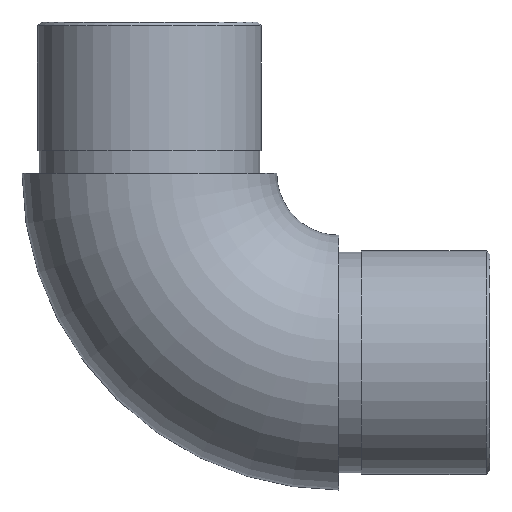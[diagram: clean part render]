
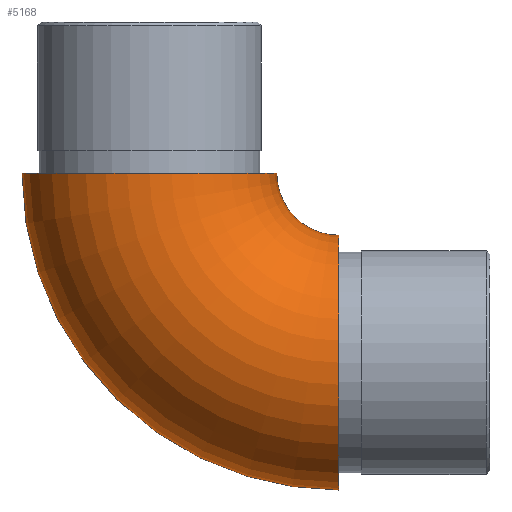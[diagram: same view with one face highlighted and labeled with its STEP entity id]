
A CAD part, left-side view. The second image highlights one B-rep face of the part: STEP entity #5168.
In plain terms, the highlighted toroidal (fillet/blend) face has major radius 25.05 mm and minor radius 16.85 mm.
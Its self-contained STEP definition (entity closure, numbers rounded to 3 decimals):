
#636 = EDGE_LOOP ( 'NONE', ( #9950 ) ) ;
#830 = DIRECTION ( 'NONE',  ( 0., 0., 1. ) ) ;
#1090 = CIRCLE ( 'NONE', #13189, 16.85 ) ;
#3376 = DIRECTION ( 'NONE',  ( 0., 0., 1. ) ) ;
#3430 = CIRCLE ( 'NONE', #12691, 16.85 ) ;
#5168 = ADVANCED_FACE ( 'NONE', ( #12693, #9647 ), #12339, .T. ) ;
#6111 = VERTEX_POINT ( 'NONE', #7943 ) ;
#6688 = DIRECTION ( 'NONE',  ( -1., 0., 0. ) ) ;
#6848 = CARTESIAN_POINT ( 'NONE',  ( 0., 0., 33.7 ) ) ;
#7700 = CARTESIAN_POINT ( 'NONE',  ( 0., 0., 41.9 ) ) ;
#7729 = DIRECTION ( 'NONE',  ( 0., 1., 0. ) ) ;
#7753 = AXIS2_PLACEMENT_3D ( 'NONE', #7700, #6688, #830 ) ;
#7943 = CARTESIAN_POINT ( 'NONE',  ( 0., 8.2, 41.9 ) ) ;
#9647 = FACE_OUTER_BOUND ( 'NONE', #636, .T. ) ;
#9950 = ORIENTED_EDGE ( 'NONE', *, *, #11836, .T. ) ;
#9965 = CARTESIAN_POINT ( 'NONE',  ( 0., 0., 16.85 ) ) ;
#10063 = DIRECTION ( 'NONE',  ( 0., 0., 1. ) ) ;
#10730 = ORIENTED_EDGE ( 'NONE', *, *, #11967, .F. ) ;
#11077 = EDGE_LOOP ( 'NONE', ( #10730 ) ) ;
#11412 = DIRECTION ( 'NONE',  ( 0., -1., 0. ) ) ;
#11836 = EDGE_CURVE ( 'NONE', #13687, #13687, #1090, .T. ) ;
#11967 = EDGE_CURVE ( 'NONE', #6111, #6111, #3430, .T. ) ;
#12339 = TOROIDAL_SURFACE ( 'NONE', #7753, 25.05, 16.85 ) ;
#12691 = AXIS2_PLACEMENT_3D ( 'NONE', #14858, #3376, #11412 ) ;
#12693 = FACE_OUTER_BOUND ( 'NONE', #11077, .T. ) ;
#13189 = AXIS2_PLACEMENT_3D ( 'NONE', #9965, #7729, #10063 ) ;
#13687 = VERTEX_POINT ( 'NONE', #6848 ) ;
#14858 = CARTESIAN_POINT ( 'NONE',  ( 0., 25.05, 41.9 ) ) ;
